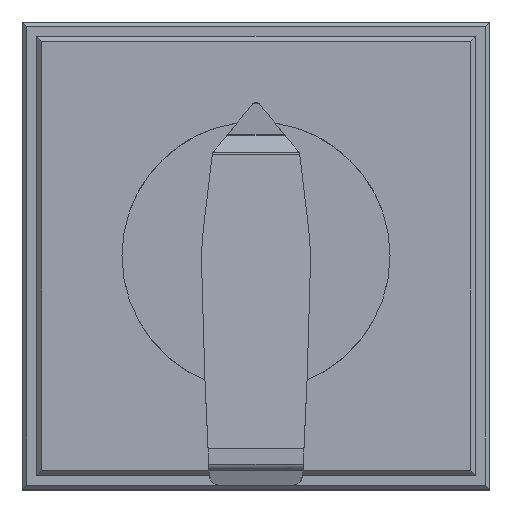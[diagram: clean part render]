
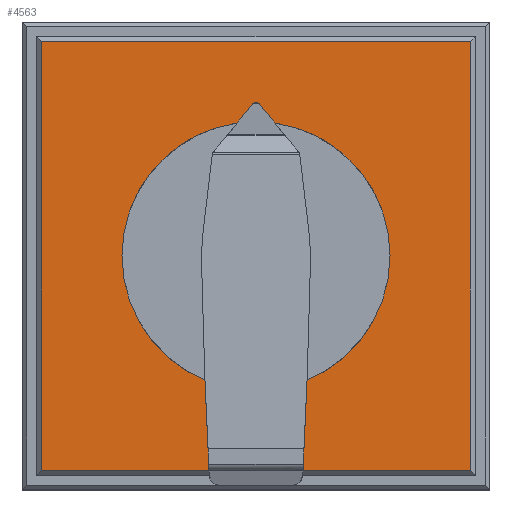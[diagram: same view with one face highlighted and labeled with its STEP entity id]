
A CAD part, top view. The second image highlights one B-rep face of the part: STEP entity #4563.
In plain terms, the highlighted planar face has unit normal (0, 0, 1).
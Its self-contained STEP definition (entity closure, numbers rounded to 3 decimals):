
#4500=CARTESIAN_POINT('',(0.5,-22.0,79.7));
#4501=VERTEX_POINT('',#4500);
#4508=CARTESIAN_POINT('',(0.5,22.,79.7));
#4509=VERTEX_POINT('',#4508);
#4510=CARTESIAN_POINT('',(0.5,-22.0,79.7));
#4511=DIRECTION('',(0.0,1.0,0.0));
#4512=VECTOR('',#4511,44.);
#4513=LINE('',#4510,#4512);
#4514=EDGE_CURVE('',#4501,#4509,#4513,.T.);
#4533=CARTESIAN_POINT('',(22.5,0.,79.7));
#4534=DIRECTION('',(0.0,0.0,1.0));
#4535=DIRECTION('',(1.0,0.0,0.0));
#4536=AXIS2_PLACEMENT_3D('',#4533,#4534,#4535);
#4537=PLANE('',#4536);
#4538=ORIENTED_EDGE('',*,*,#4514,.F.);
#4539=CARTESIAN_POINT('',(44.5,-22.0,79.7));
#4540=VERTEX_POINT('',#4539);
#4541=CARTESIAN_POINT('',(44.5,-22.0,79.7));
#4542=DIRECTION('',(-1.0,0.0,0.0));
#4543=VECTOR('',#4542,44.);
#4544=LINE('',#4541,#4543);
#4545=EDGE_CURVE('',#4540,#4501,#4544,.T.);
#4546=ORIENTED_EDGE('',*,*,#4545,.F.);
#4547=CARTESIAN_POINT('',(44.5,22.,79.7));
#4548=VERTEX_POINT('',#4547);
#4549=CARTESIAN_POINT('',(44.5,22.,79.7));
#4550=DIRECTION('',(0.0,-1.0,0.0));
#4551=VECTOR('',#4550,44.);
#4552=LINE('',#4549,#4551);
#4553=EDGE_CURVE('',#4548,#4540,#4552,.T.);
#4554=ORIENTED_EDGE('',*,*,#4553,.F.);
#4555=CARTESIAN_POINT('',(0.5,22.,79.7));
#4556=DIRECTION('',(1.0,0.0,0.0));
#4557=VECTOR('',#4556,44.);
#4558=LINE('',#4555,#4557);
#4559=EDGE_CURVE('',#4509,#4548,#4558,.T.);
#4560=ORIENTED_EDGE('',*,*,#4559,.F.);
#4561=EDGE_LOOP('',(#4538,#4546,#4554,#4560));
#4562=FACE_OUTER_BOUND('',#4561,.T.);
#4563=ADVANCED_FACE('',(#4562),#4537,.T.);
